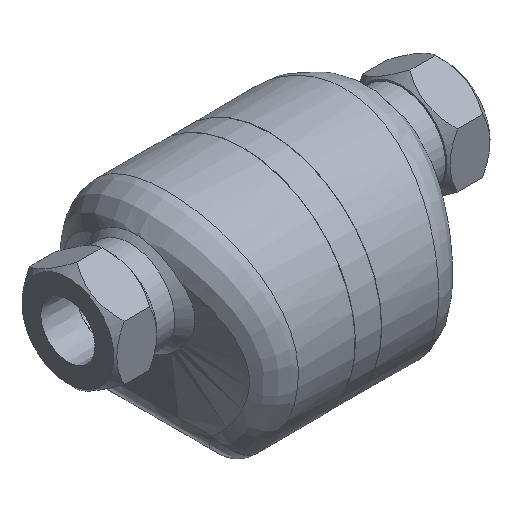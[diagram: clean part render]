
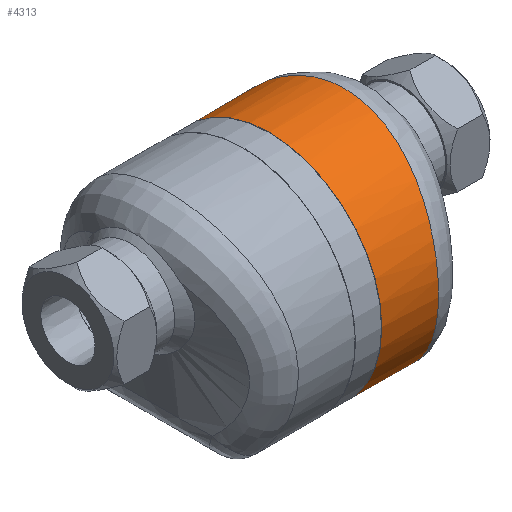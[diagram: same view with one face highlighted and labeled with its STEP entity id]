
A CAD part, isometric view. The second image highlights one B-rep face of the part: STEP entity #4313.
In plain terms, the highlighted cylindrical face has radius 38 mm (diameter 76 mm), a full revolution.
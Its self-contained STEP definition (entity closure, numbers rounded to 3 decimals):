
#2382=CARTESIAN_POINT('',(19.154,38.,-0.041));
#2383=VERTEX_POINT('',#2382);
#2391=CARTESIAN_POINT('',(22.465,-26.669,-27.069));
#2392=VERTEX_POINT('',#2391);
#2393=CARTESIAN_POINT('',(19.154,38.,-0.041));
#2394=CARTESIAN_POINT('',(19.153,38.002,1.772));
#2395=CARTESIAN_POINT('',(19.222,37.808,4.494));
#2396=CARTESIAN_POINT('',(19.442,37.177,8.015));
#2397=CARTESIAN_POINT('',(19.667,36.517,10.626));
#2398=CARTESIAN_POINT('',(19.948,35.674,13.181));
#2399=CARTESIAN_POINT('',(20.276,34.656,15.663));
#2400=CARTESIAN_POINT('',(20.582,33.671,17.653));
#2401=CARTESIAN_POINT('',(20.842,32.806,19.192));
#2402=CARTESIAN_POINT('',(21.331,31.135,21.939));
#2403=CARTESIAN_POINT('',(21.991,28.705,25.095));
#2404=CARTESIAN_POINT('',(22.777,25.343,28.387));
#2405=CARTESIAN_POINT('',(23.252,23.069,30.236));
#2406=CARTESIAN_POINT('',(23.612,21.157,31.582));
#2407=CARTESIAN_POINT('',(23.96,19.169,32.848));
#2408=CARTESIAN_POINT('',(24.364,16.562,34.263));
#2409=CARTESIAN_POINT('',(24.71,13.821,35.433));
#2410=CARTESIAN_POINT('',(24.945,11.568,36.211));
#2411=CARTESIAN_POINT('',(25.15,9.288,36.881));
#2412=CARTESIAN_POINT('',(25.349,6.359,37.522));
#2413=CARTESIAN_POINT('',(25.487,2.757,37.958));
#2414=CARTESIAN_POINT('',(25.51,-0.265,38.033));
#2415=CARTESIAN_POINT('',(25.475,-2.665,37.92));
#2416=CARTESIAN_POINT('',(25.369,-6.239,37.585));
#2417=CARTESIAN_POINT('',(25.089,-10.384,36.692));
#2418=CARTESIAN_POINT('',(24.652,-14.31,35.237));
#2419=CARTESIAN_POINT('',(24.366,-16.467,34.262));
#2420=CARTESIAN_POINT('',(23.904,-19.614,32.659));
#2421=CARTESIAN_POINT('',(23.271,-23.073,30.355));
#2422=CARTESIAN_POINT('',(22.591,-26.149,27.615));
#2423=CARTESIAN_POINT('',(22.2,-27.788,25.94));
#2424=CARTESIAN_POINT('',(21.811,-29.338,24.201));
#2425=CARTESIAN_POINT('',(21.33,-31.131,21.886));
#2426=CARTESIAN_POINT('',(20.779,-33.031,18.898));
#2427=CARTESIAN_POINT('',(20.364,-34.38,16.263));
#2428=CARTESIAN_POINT('',(20.066,-35.308,14.085));
#2429=CARTESIAN_POINT('',(19.797,-36.132,11.871));
#2430=CARTESIAN_POINT('',(19.512,-36.976,9.006));
#2431=CARTESIAN_POINT('',(19.272,-37.665,5.457));
#2432=CARTESIAN_POINT('',(19.149,-38.012,1.852));
#2433=CARTESIAN_POINT('',(19.148,-38.017,-1.741));
#2434=CARTESIAN_POINT('',(19.266,-37.681,-5.334));
#2435=CARTESIAN_POINT('',(19.538,-36.901,-9.438));
#2436=CARTESIAN_POINT('',(19.93,-35.736,-13.132));
#2437=CARTESIAN_POINT('',(20.381,-34.325,-16.376));
#2438=CARTESIAN_POINT('',(20.883,-32.687,-19.522));
#2439=CARTESIAN_POINT('',(21.444,-30.729,-22.475));
#2440=CARTESIAN_POINT('',(22.027,-28.494,-25.187));
#2441=CARTESIAN_POINT('',(22.319,-27.294,-26.454));
#2442=CARTESIAN_POINT('',(22.465,-26.669,-27.069));
#2443=B_SPLINE_CURVE_WITH_KNOTS('',3,(#2393,#2394,#2395,#2396,#2397,#2398,#2399,#2400,#2401,#2402,#2403,#2404,#2405,#2406,#2407,#2408,#2409,#2410,#2411,#2412,#2413,#2414,#2415,#2416,#2417,#2418,#2419,#2420,#2421,#2422,#2423,#2424,#2425,#2426,#2427,#2428,#2429,#2430,#2431,#2432,#2433,#2434,#2435,#2436,#2437,#2438,#2439,#2440,#2441,#2442),.UNSPECIFIED.,.F.,.U.,(4,1,1,1,1,1,1,1,1,1,1,1,1,1,1,1,1,1,1,1,1,1,1,1,1,1,1,1,1,1,1,1,1,1,1,1,1,1,1,1,1,1,1,1,1,1,1,4),(-25.182,-24.807,-24.619,-24.431,-24.243,-24.055,-23.868,-23.774,-23.68,-23.179,-22.928,-22.678,-22.553,-22.427,-22.177,-21.926,-21.801,-21.676,-21.426,-21.175,-20.925,-20.799,-20.674,-20.173,-19.923,-19.798,-19.672,-19.171,-18.921,-18.796,-18.671,-18.42,-18.17,-17.919,-17.794,-17.669,-17.418,-17.168,-16.917,-16.667,-16.416,-16.166,-15.79,-15.602,-15.415,-15.039,-14.851,-14.663),.UNSPECIFIED.);
#2444=EDGE_CURVE('',#2383,#2392,#2443,.T.);
#4025=CARTESIAN_POINT('',(22.465,26.669,-27.069));
#4026=VERTEX_POINT('',#4025);
#4148=CARTESIAN_POINT('',(43.479,0.0,0.));
#4149=DIRECTION('',(0.79,0.,-0.613));
#4150=DIRECTION('',(-0.613,0.0,-0.79));
#4151=AXIS2_PLACEMENT_3D('',#4148,#4149,#4150);
#4152=ELLIPSE('',#4151,48.107,38.);
#4153=EDGE_CURVE('',#2392,#4026,#4152,.T.);
#4271=CARTESIAN_POINT('',(22.465,26.669,-27.069));
#4272=CARTESIAN_POINT('',(22.229,27.679,-26.075));
#4273=CARTESIAN_POINT('',(21.752,29.588,-23.971));
#4274=CARTESIAN_POINT('',(21.177,31.666,-21.09));
#4275=CARTESIAN_POINT('',(20.749,33.121,-18.668));
#4276=CARTESIAN_POINT('',(20.344,34.448,-16.152));
#4277=CARTESIAN_POINT('',(19.892,35.852,-12.842));
#4278=CARTESIAN_POINT('',(19.546,36.875,-9.374));
#4279=CARTESIAN_POINT('',(19.347,37.451,-6.554));
#4280=CARTESIAN_POINT('',(19.237,37.765,-4.407));
#4281=CARTESIAN_POINT('',(19.169,37.956,-2.23));
#4282=CARTESIAN_POINT('',(19.154,37.999,-0.771));
#4283=CARTESIAN_POINT('',(19.154,38.,-0.041));
#4284=B_SPLINE_CURVE_WITH_KNOTS('',3,(#4271,#4272,#4273,#4274,#4275,#4276,#4277,#4278,#4279,#4280,#4281,#4282,#4283),.UNSPECIFIED.,.F.,.U.,(4,1,1,1,1,1,1,1,1,1,4),(-10.511,-10.208,-9.906,-9.755,-9.604,-9.301,-8.999,-8.848,-8.697,-8.545,-8.394),.UNSPECIFIED.);
#4285=EDGE_CURVE('',#4026,#2383,#4284,.T.);
#4292=CARTESIAN_POINT('',(18.5,0.0,0.));
#4293=DIRECTION('',(-1.0,0.0,0.));
#4294=DIRECTION('',(0.0,0.0,1.0));
#4295=AXIS2_PLACEMENT_3D('',#4292,#4293,#4294);
#4296=CYLINDRICAL_SURFACE('',#4295,38.0);
#4297=ORIENTED_EDGE('',*,*,#4153,.F.);
#4298=ORIENTED_EDGE('',*,*,#2444,.F.);
#4299=ORIENTED_EDGE('',*,*,#4285,.F.);
#4300=EDGE_LOOP('',(#4297,#4298,#4299));
#4301=FACE_OUTER_BOUND('',#4300,.T.);
#4302=CARTESIAN_POINT('',(0.0,0.0,38.0));
#4303=VERTEX_POINT('',#4302);
#4304=CARTESIAN_POINT('',(0.,0.0,0.));
#4305=DIRECTION('',(-1.0,0.0,0.0));
#4306=DIRECTION('',(0.0,0.0,1.0));
#4307=AXIS2_PLACEMENT_3D('',#4304,#4305,#4306);
#4308=CIRCLE('',#4307,38.0);
#4309=EDGE_CURVE('',#4303,#4303,#4308,.T.);
#4310=ORIENTED_EDGE('',*,*,#4309,.F.);
#4311=EDGE_LOOP('',(#4310));
#4312=FACE_BOUND('',#4311,.T.);
#4313=ADVANCED_FACE('',(#4301,#4312),#4296,.T.);
